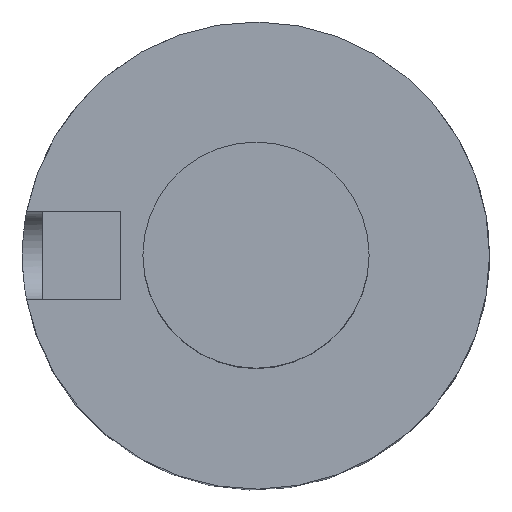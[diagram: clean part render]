
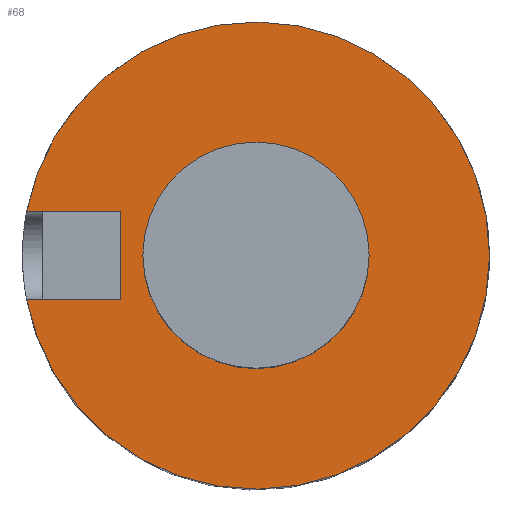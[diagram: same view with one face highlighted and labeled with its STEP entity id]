
A CAD part, top view. The second image highlights one B-rep face of the part: STEP entity #68.
In plain terms, the highlighted planar face has unit normal (0, 0, 1).
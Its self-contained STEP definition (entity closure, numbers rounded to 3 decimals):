
#68=ADVANCED_FACE('',(#112),#92,.T.);
#92=PLANE('',#481);
#112=FACE_OUTER_BOUND('',#137,.T.);
#137=EDGE_LOOP('',(#187,#188,#189,#190));
#164=CIRCLE('',#479,47.5);
#187=ORIENTED_EDGE('',*,*,#326,.T.);
#188=ORIENTED_EDGE('',*,*,#328,.T.);
#189=ORIENTED_EDGE('',*,*,#329,.T.);
#190=ORIENTED_EDGE('',*,*,#330,.T.);
#289=VERTEX_POINT('',#672);
#290=VERTEX_POINT('',#674);
#291=VERTEX_POINT('',#678);
#292=VERTEX_POINT('',#680);
#326=EDGE_CURVE('',#290,#289,#164,.T.);
#328=EDGE_CURVE('',#289,#291,#374,.T.);
#329=EDGE_CURVE('',#291,#292,#375,.T.);
#330=EDGE_CURVE('',#292,#290,#376,.T.);
#374=LINE('',#677,#414);
#375=LINE('',#679,#415);
#376=LINE('',#681,#416);
#414=VECTOR('',#540,1.);
#415=VECTOR('',#541,1.);
#416=VECTOR('',#542,1.);
#479=AXIS2_PLACEMENT_3D('',#673,#535,#536);
#481=AXIS2_PLACEMENT_3D('',#682,#543,#544);
#535=DIRECTION('',(0.,0.,1.));
#536=DIRECTION('',(-1.,0.,0.));
#540=DIRECTION('',(1.,0.,0.));
#541=DIRECTION('',(0.,-1.,0.));
#542=DIRECTION('',(-1.,0.,0.));
#543=DIRECTION('',(0.,0.,1.));
#544=DIRECTION('',(-1.,0.,0.));
#672=CARTESIAN_POINT('',(-46.64,9.,0.));
#673=CARTESIAN_POINT('',(0.,0.,0.));
#674=CARTESIAN_POINT('',(-46.64,-9.,0.));
#677=CARTESIAN_POINT('',(0.,9.,0.));
#678=CARTESIAN_POINT('',(-27.5,9.,0.));
#679=CARTESIAN_POINT('',(-27.5,0.,0.));
#680=CARTESIAN_POINT('',(-27.5,-9.,0.));
#681=CARTESIAN_POINT('',(0.,-9.,0.));
#682=CARTESIAN_POINT('',(0.,0.,0.));
